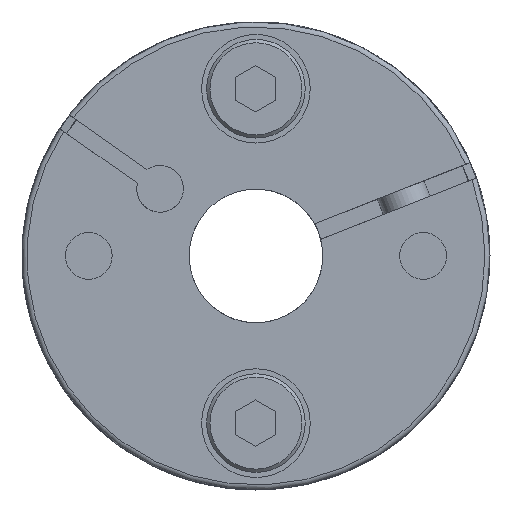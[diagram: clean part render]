
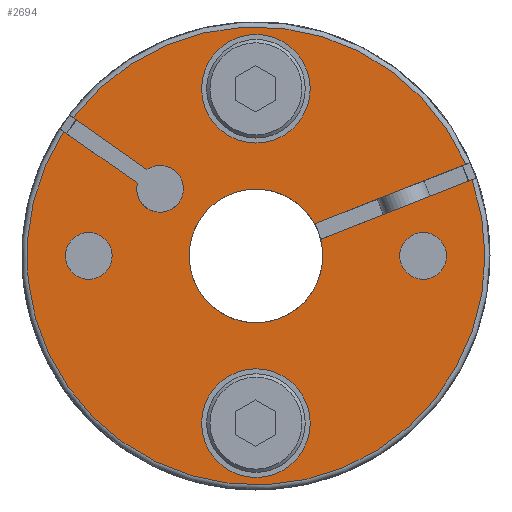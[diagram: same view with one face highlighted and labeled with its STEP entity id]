
A CAD part, left-side view. The second image highlights one B-rep face of the part: STEP entity #2694.
In plain terms, the highlighted planar face has unit normal (-1, 0, 0).
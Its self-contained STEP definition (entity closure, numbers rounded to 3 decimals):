
#204=LINE('',#4307,#398);
#205=LINE('',#4311,#399);
#206=LINE('',#4315,#400);
#207=LINE('',#4319,#401);
#398=VECTOR('',#3391,1000.);
#399=VECTOR('',#3394,1000.);
#400=VECTOR('',#3397,1000.);
#401=VECTOR('',#3400,1000.);
#673=ORIENTED_EDGE('',*,*,#1382,.F.);
#674=ORIENTED_EDGE('',*,*,#1383,.T.);
#675=ORIENTED_EDGE('',*,*,#1384,.T.);
#676=ORIENTED_EDGE('',*,*,#1385,.T.);
#677=ORIENTED_EDGE('',*,*,#1386,.F.);
#678=ORIENTED_EDGE('',*,*,#1387,.T.);
#679=ORIENTED_EDGE('',*,*,#1388,.T.);
#680=ORIENTED_EDGE('',*,*,#1389,.T.);
#681=ORIENTED_EDGE('',*,*,#1390,.T.);
#682=ORIENTED_EDGE('',*,*,#1391,.F.);
#683=ORIENTED_EDGE('',*,*,#1392,.T.);
#684=ORIENTED_EDGE('',*,*,#1393,.F.);
#1382=EDGE_CURVE('',#1742,#1743,#1949,.T.);
#1383=EDGE_CURVE('',#1742,#1744,#204,.T.);
#1384=EDGE_CURVE('',#1744,#1745,#1950,.T.);
#1385=EDGE_CURVE('',#1745,#1746,#205,.T.);
#1386=EDGE_CURVE('',#1747,#1746,#1951,.T.);
#1387=EDGE_CURVE('',#1747,#1748,#206,.T.);
#1388=EDGE_CURVE('',#1748,#1749,#1952,.T.);
#1389=EDGE_CURVE('',#1749,#1743,#207,.T.);
#1390=EDGE_CURVE('',#1750,#1750,#1953,.T.);
#1391=EDGE_CURVE('',#1751,#1751,#1954,.F.);
#1392=EDGE_CURVE('',#1752,#1752,#1955,.T.);
#1393=EDGE_CURVE('',#1753,#1753,#1956,.F.);
#1742=VERTEX_POINT('',#4305);
#1743=VERTEX_POINT('',#4306);
#1744=VERTEX_POINT('',#4308);
#1745=VERTEX_POINT('',#4310);
#1746=VERTEX_POINT('',#4312);
#1747=VERTEX_POINT('',#4314);
#1748=VERTEX_POINT('',#4316);
#1749=VERTEX_POINT('',#4318);
#1750=VERTEX_POINT('',#4321);
#1751=VERTEX_POINT('',#4323);
#1752=VERTEX_POINT('',#4325);
#1753=VERTEX_POINT('',#4327);
#1949=CIRCLE('',#2927,13.7);
#1950=CIRCLE('',#2928,4.);
#1951=CIRCLE('',#2929,13.7);
#1952=CIRCLE('',#2930,1.4);
#1953=CIRCLE('',#2931,1.4);
#1954=CIRCLE('',#2932,3.25);
#1955=CIRCLE('',#2933,1.4);
#1956=CIRCLE('',#2934,3.25);
#2092=EDGE_LOOP('',(#673,#674,#675,#676,#677,#678,#679,#680));
#2093=EDGE_LOOP('',(#681));
#2094=EDGE_LOOP('',(#682));
#2095=EDGE_LOOP('',(#683));
#2096=EDGE_LOOP('',(#684));
#2349=FACE_BOUND('',#2092,.T.);
#2350=FACE_BOUND('',#2093,.T.);
#2351=FACE_BOUND('',#2094,.T.);
#2352=FACE_BOUND('',#2095,.T.);
#2353=FACE_BOUND('',#2096,.T.);
#2581=PLANE('',#2926);
#2694=ADVANCED_FACE('',(#2349,#2350,#2351,#2352,#2353),#2581,.F.);
#2926=AXIS2_PLACEMENT_3D('',#4303,#3387,#3388);
#2927=AXIS2_PLACEMENT_3D('',#4304,#3389,#3390);
#2928=AXIS2_PLACEMENT_3D('',#4309,#3392,#3393);
#2929=AXIS2_PLACEMENT_3D('',#4313,#3395,#3396);
#2930=AXIS2_PLACEMENT_3D('',#4317,#3398,#3399);
#2931=AXIS2_PLACEMENT_3D('',#4320,#3401,#3402);
#2932=AXIS2_PLACEMENT_3D('',#4322,#3403,#3404);
#2933=AXIS2_PLACEMENT_3D('',#4324,#3405,#3406);
#2934=AXIS2_PLACEMENT_3D('',#4326,#3407,#3408);
#3387=DIRECTION('',(1.,0.,0.));
#3388=DIRECTION('',(0.,0.,-1.));
#3389=DIRECTION('',(1.,0.,0.));
#3390=DIRECTION('',(0.,0.,-1.));
#3391=DIRECTION('',(0.,0.93,-0.367));
#3392=DIRECTION('',(1.,0.,0.));
#3393=DIRECTION('',(0.,0.,-1.));
#3394=DIRECTION('',(0.,-0.93,0.367));
#3395=DIRECTION('',(1.,0.,0.));
#3396=DIRECTION('',(0.,0.,-1.));
#3397=DIRECTION('',(0.,-0.819,-0.574));
#3398=DIRECTION('',(1.,0.,0.));
#3399=DIRECTION('',(0.,0.,-1.));
#3400=DIRECTION('',(0.,0.819,0.574));
#3401=DIRECTION('',(1.,0.,0.));
#3402=DIRECTION('',(0.,0.,-1.));
#3403=DIRECTION('',(1.,0.,0.));
#3404=DIRECTION('',(0.,0.,-1.));
#3405=DIRECTION('',(1.,0.,0.));
#3406=DIRECTION('',(0.,0.,-1.));
#3407=DIRECTION('',(1.,0.,0.));
#3408=DIRECTION('',(0.,0.,-1.));
#4303=CARTESIAN_POINT('',(0.,0.,0.));
#4304=CARTESIAN_POINT('',(0.,0.,0.));
#4305=CARTESIAN_POINT('',(0.,-12.921,4.553));
#4306=CARTESIAN_POINT('',(0.,11.502,7.443));
#4307=CARTESIAN_POINT('',(0.,-15.814,5.692));
#4308=CARTESIAN_POINT('',(0.,-3.876,0.989));
#4309=CARTESIAN_POINT('',(0.,0.,0.));
#4310=CARTESIAN_POINT('',(0.,-3.509,1.92));
#4311=CARTESIAN_POINT('',(0.,0.183,0.465));
#4312=CARTESIAN_POINT('',(0.,-12.555,5.483));
#4313=CARTESIAN_POINT('',(0.,0.,0.));
#4314=CARTESIAN_POINT('',(0.,10.928,8.262));
#4315=CARTESIAN_POINT('',(0.,13.469,10.041));
#4316=CARTESIAN_POINT('',(0.,6.518,5.175));
#4317=CARTESIAN_POINT('',(0.,5.734,4.015));
#4318=CARTESIAN_POINT('',(0.,7.092,4.356));
#4319=CARTESIAN_POINT('',(0.,7.092,4.356));
#4320=CARTESIAN_POINT('',(0.,10.,0.));
#4321=CARTESIAN_POINT('',(0.,10.,-1.4));
#4322=CARTESIAN_POINT('',(0.,0.,10.));
#4323=CARTESIAN_POINT('',(0.,0.,6.75));
#4324=CARTESIAN_POINT('',(0.,-10.,0.));
#4325=CARTESIAN_POINT('',(0.,-10.,-1.4));
#4326=CARTESIAN_POINT('',(0.,0.,-10.));
#4327=CARTESIAN_POINT('',(0.,0.,-13.25));
